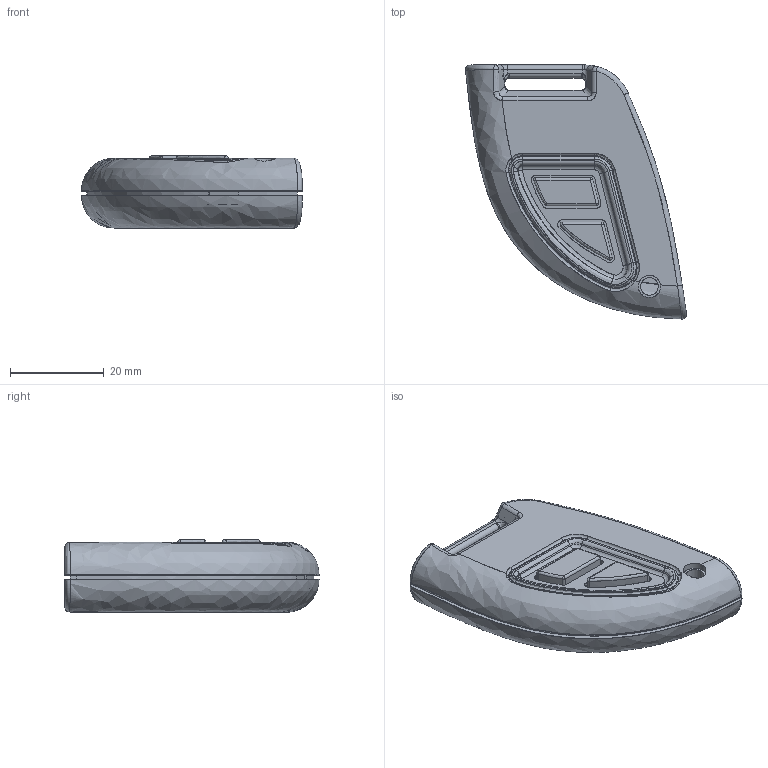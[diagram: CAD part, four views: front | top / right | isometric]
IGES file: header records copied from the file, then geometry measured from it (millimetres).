
Start section: SolidWorks IGES file using analytic representation for surfaces
Global section: file name: KM 15.IGS; native system: SolidWorks 2008; preprocessor: SolidWorks 2008; author: user; date: 081010.162952; units: millimetre
Bounding box: 47.23 x 54.29 x 15.47 mm (x, y, z)
Surface area: 12114.1 mm2 (no closed solid volume)
Topology: 0 solids, 0 shells, 449 faces, 3553 edges, 3539 vertices
Faces by surface type: bspline 286, revolution 163
